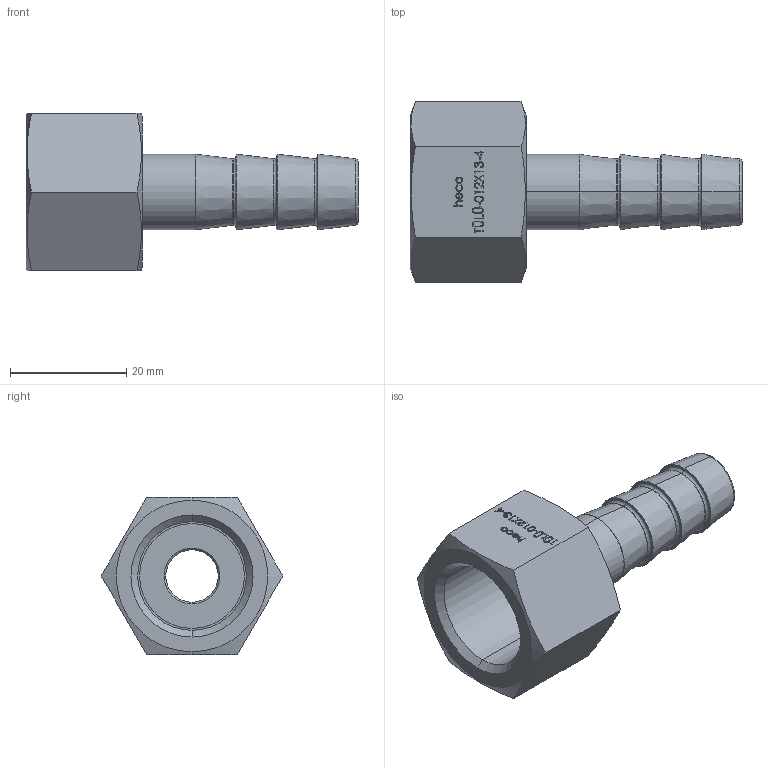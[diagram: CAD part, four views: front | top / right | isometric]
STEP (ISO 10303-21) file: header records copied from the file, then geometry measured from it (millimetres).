
FILE_DESCRIPTION (( 'STEP AP214' ), '1' );
FILE_NAME ('TÜLÜ-012X13-x Schlauchtülle mit Ü-Mutter.STEP', '2018-07-02T09:56:20', ( '' ), ( '' ), 'SwSTEP 2.0', 'SolidWorks 2016', '' );
FILE_SCHEMA (( 'AUTOMOTIVE_DESIGN' ));
Length unit declared in the file: millimetre
Products named in the file (1): TÜLÜ-012X13-x Schlauchtülle mit Ü-Mutter
Bounding box: 57 x 31.18 x 27 mm (x, y, z)
Volume: 10126.5 mm3; surface area: 7102.2 mm2
Topology: 2 solids, 2 shells, 274 faces, 693 edges, 450 vertices
Faces by surface type: plane 130, bspline 94, cone 24, torus 16, cylinder 10
Entity records: 15272 total; most frequent: CARTESIAN_POINT 6956, ORIENTED_EDGE 1386, DIRECTION 927, EDGE_CURVE 693, VERTEX_POINT 450, VECTOR 413, LINE 413, EDGE_LOOP 305
